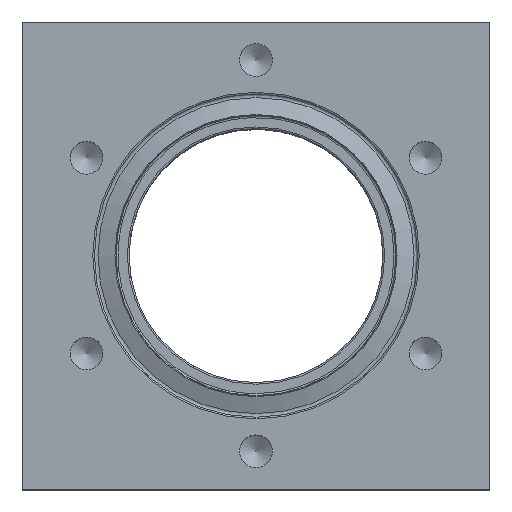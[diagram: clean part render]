
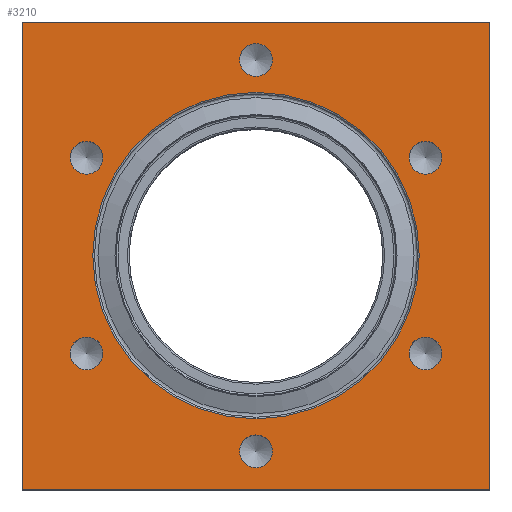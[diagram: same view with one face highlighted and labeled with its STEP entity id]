
A CAD part, top view. The second image highlights one B-rep face of the part: STEP entity #3210.
In plain terms, the highlighted planar face has unit normal (0, 0, 1).
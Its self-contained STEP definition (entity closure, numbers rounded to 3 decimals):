
#11 = CARTESIAN_POINT ( 'NONE',  ( -10.555, 35.05, 70.1 ) ) ;
#37 = EDGE_LOOP ( 'NONE', ( #830 ) ) ;
#77 = PLANE ( 'NONE',  #471 ) ;
#83 = AXIS2_PLACEMENT_3D ( 'NONE', #2868, #3234, #868 ) ;
#173 = FACE_BOUND ( 'NONE', #4088, .T. ) ;
#221 = DIRECTION ( 'NONE',  ( 0., 0., 1. ) ) ;
#243 = VERTEX_POINT ( 'NONE', #2095 ) ;
#270 = AXIS2_PLACEMENT_3D ( 'NONE', #2882, #1218, #2461 ) ;
#356 = DIRECTION ( 'NONE',  ( -1., 0., 0. ) ) ;
#366 = CARTESIAN_POINT ( 'NONE',  ( 0., 0., 70.1 ) ) ;
#369 = VERTEX_POINT ( 'NONE', #11 ) ;
#454 = LINE ( 'NONE', #2358, #1619 ) ;
#471 = AXIS2_PLACEMENT_3D ( 'NONE', #2893, #2474, #4064 ) ;
#490 = CARTESIAN_POINT ( 'NONE',  ( -58.018, 49.73, 70.1 ) ) ;
#566 = AXIS2_PLACEMENT_3D ( 'NONE', #5162, #2385, #1144 ) ;
#587 = EDGE_LOOP ( 'NONE', ( #3208 ) ) ;
#609 = FACE_BOUND ( 'NONE', #4602, .T. ) ;
#804 = CARTESIAN_POINT ( 'NONE',  ( -58.018, 20.37, 70.1 ) ) ;
#815 = CARTESIAN_POINT ( 'NONE',  ( -35.05, 35.05, 70.1 ) ) ;
#830 = ORIENTED_EDGE ( 'NONE', *, *, #3159, .F. ) ;
#868 = DIRECTION ( 'NONE',  ( 1., 0., 0. ) ) ;
#914 = VERTEX_POINT ( 'NONE', #3215 ) ;
#969 = CIRCLE ( 'NONE', #3875, 24.495 ) ;
#1124 = DIRECTION ( 'NONE',  ( 0., 1., 0. ) ) ;
#1144 = DIRECTION ( 'NONE',  ( 1., 0., 0. ) ) ;
#1218 = DIRECTION ( 'NONE',  ( 0., 0., 1. ) ) ;
#1237 = LINE ( 'NONE', #2738, #3136 ) ;
#1283 = VERTEX_POINT ( 'NONE', #490 ) ;
#1464 = FACE_BOUND ( 'NONE', #587, .T. ) ;
#1504 = ORIENTED_EDGE ( 'NONE', *, *, #3662, .F. ) ;
#1544 = DIRECTION ( 'NONE',  ( 0., 0., -1. ) ) ;
#1548 = DIRECTION ( 'NONE',  ( 1., 0., 0. ) ) ;
#1569 = DIRECTION ( 'NONE',  ( 0., 1., 0. ) ) ;
#1580 = ORIENTED_EDGE ( 'NONE', *, *, #4335, .T. ) ;
#1619 = VECTOR ( 'NONE', #356, 1000. ) ;
#1821 = CARTESIAN_POINT ( 'NONE',  ( -9.623, 20.37, 70.1 ) ) ;
#1904 = DIRECTION ( 'NONE',  ( -1., 0., 0. ) ) ;
#2068 = EDGE_CURVE ( 'NONE', #4453, #3094, #454, .T. ) ;
#2069 = CARTESIAN_POINT ( 'NONE',  ( -70.1, 70.1, 70.1 ) ) ;
#2095 = CARTESIAN_POINT ( 'NONE',  ( -32.591, 64.41, 70.1 ) ) ;
#2168 = EDGE_CURVE ( 'NONE', #4177, #4177, #3447, .T. ) ;
#2221 = AXIS2_PLACEMENT_3D ( 'NONE', #4329, #2335, #1548 ) ;
#2234 = DIRECTION ( 'NONE',  ( 1., 0., 0. ) ) ;
#2317 = VERTEX_POINT ( 'NONE', #2069 ) ;
#2335 = DIRECTION ( 'NONE',  ( 0., 0., 1. ) ) ;
#2355 = CIRCLE ( 'NONE', #2880, 2.459 ) ;
#2358 = CARTESIAN_POINT ( 'NONE',  ( -35.05, 0., 70.1 ) ) ;
#2385 = DIRECTION ( 'NONE',  ( 0., 0., 1. ) ) ;
#2441 = EDGE_CURVE ( 'NONE', #4453, #2972, #4494, .T. ) ;
#2458 = EDGE_LOOP ( 'NONE', ( #2497 ) ) ;
#2461 = DIRECTION ( 'NONE',  ( 1., 0., 0. ) ) ;
#2474 = DIRECTION ( 'NONE',  ( 0., 0., 1. ) ) ;
#2497 = ORIENTED_EDGE ( 'NONE', *, *, #4808, .F. ) ;
#2550 = ORIENTED_EDGE ( 'NONE', *, *, #2068, .F. ) ;
#2551 = LINE ( 'NONE', #2704, #4729 ) ;
#2662 = FACE_OUTER_BOUND ( 'NONE', #2705, .T. ) ;
#2704 = CARTESIAN_POINT ( 'NONE',  ( -70.1, 70.1, 70.1 ) ) ;
#2705 = EDGE_LOOP ( 'NONE', ( #1580, #3333, #2550, #4624 ) ) ;
#2738 = CARTESIAN_POINT ( 'NONE',  ( -70.1, 0., 70.1 ) ) ;
#2802 = DIRECTION ( 'NONE',  ( 1., 0., 0. ) ) ;
#2862 = FACE_BOUND ( 'NONE', #2458, .T. ) ;
#2868 = CARTESIAN_POINT ( 'NONE',  ( -35.05, 5.69, 70.1 ) ) ;
#2880 = AXIS2_PLACEMENT_3D ( 'NONE', #4282, #3892, #2234 ) ;
#2882 = CARTESIAN_POINT ( 'NONE',  ( -35.05, 64.41, 70.1 ) ) ;
#2893 = CARTESIAN_POINT ( 'NONE',  ( -70.1, 0., 70.1 ) ) ;
#2911 = AXIS2_PLACEMENT_3D ( 'NONE', #1821, #221, #4238 ) ;
#2972 = VERTEX_POINT ( 'NONE', #3604 ) ;
#2991 = CIRCLE ( 'NONE', #566, 2.459 ) ;
#3022 = EDGE_CURVE ( 'NONE', #369, #369, #969, .T. ) ;
#3094 = VERTEX_POINT ( 'NONE', #3953 ) ;
#3106 = EDGE_LOOP ( 'NONE', ( #1504 ) ) ;
#3136 = VECTOR ( 'NONE', #1569, 1000. ) ;
#3159 = EDGE_CURVE ( 'NONE', #3682, #3682, #2991, .T. ) ;
#3202 = VECTOR ( 'NONE', #1124, 1000. ) ;
#3208 = ORIENTED_EDGE ( 'NONE', *, *, #2168, .F. ) ;
#3210 = ADVANCED_FACE ( 'NONE', ( #609, #3360, #5089, #1464, #4775, #173, #2862, #2662 ), #77, .T. ) ;
#3215 = CARTESIAN_POINT ( 'NONE',  ( -7.165, 20.37, 70.1 ) ) ;
#3234 = DIRECTION ( 'NONE',  ( 0., 0., 1. ) ) ;
#3333 = ORIENTED_EDGE ( 'NONE', *, *, #4468, .F. ) ;
#3360 = FACE_BOUND ( 'NONE', #3897, .T. ) ;
#3447 = CIRCLE ( 'NONE', #83, 2.459 ) ;
#3535 = CARTESIAN_POINT ( 'NONE',  ( 0., 0., 70.1 ) ) ;
#3604 = CARTESIAN_POINT ( 'NONE',  ( 0., 70.1, 70.1 ) ) ;
#3662 = EDGE_CURVE ( 'NONE', #914, #914, #3977, .T. ) ;
#3682 = VERTEX_POINT ( 'NONE', #804 ) ;
#3719 = CARTESIAN_POINT ( 'NONE',  ( -7.165, 49.73, 70.1 ) ) ;
#3809 = CIRCLE ( 'NONE', #2221, 2.459 ) ;
#3845 = ORIENTED_EDGE ( 'NONE', *, *, #3022, .T. ) ;
#3875 = AXIS2_PLACEMENT_3D ( 'NONE', #815, #1544, #2802 ) ;
#3892 = DIRECTION ( 'NONE',  ( 0., 0., 1. ) ) ;
#3897 = EDGE_LOOP ( 'NONE', ( #4568 ) ) ;
#3908 = ORIENTED_EDGE ( 'NONE', *, *, #4406, .F. ) ;
#3953 = CARTESIAN_POINT ( 'NONE',  ( -70.1, 0., 70.1 ) ) ;
#3977 = CIRCLE ( 'NONE', #2911, 2.459 ) ;
#4053 = CARTESIAN_POINT ( 'NONE',  ( -32.591, 5.69, 70.1 ) ) ;
#4064 = DIRECTION ( 'NONE',  ( 1., 0., 0. ) ) ;
#4088 = EDGE_LOOP ( 'NONE', ( #3908 ) ) ;
#4177 = VERTEX_POINT ( 'NONE', #4053 ) ;
#4228 = VERTEX_POINT ( 'NONE', #3719 ) ;
#4238 = DIRECTION ( 'NONE',  ( 1., 0., 0. ) ) ;
#4282 = CARTESIAN_POINT ( 'NONE',  ( -9.623, 49.73, 70.1 ) ) ;
#4329 = CARTESIAN_POINT ( 'NONE',  ( -60.477, 49.73, 70.1 ) ) ;
#4335 = EDGE_CURVE ( 'NONE', #2972, #2317, #2551, .T. ) ;
#4406 = EDGE_CURVE ( 'NONE', #4228, #4228, #2355, .T. ) ;
#4453 = VERTEX_POINT ( 'NONE', #366 ) ;
#4468 = EDGE_CURVE ( 'NONE', #3094, #2317, #1237, .T. ) ;
#4494 = LINE ( 'NONE', #3535, #3202 ) ;
#4568 = ORIENTED_EDGE ( 'NONE', *, *, #4676, .F. ) ;
#4602 = EDGE_LOOP ( 'NONE', ( #3845 ) ) ;
#4624 = ORIENTED_EDGE ( 'NONE', *, *, #2441, .T. ) ;
#4676 = EDGE_CURVE ( 'NONE', #1283, #1283, #3809, .T. ) ;
#4729 = VECTOR ( 'NONE', #1904, 1000. ) ;
#4775 = FACE_BOUND ( 'NONE', #3106, .T. ) ;
#4808 = EDGE_CURVE ( 'NONE', #243, #243, #4847, .T. ) ;
#4847 = CIRCLE ( 'NONE', #270, 2.459 ) ;
#5089 = FACE_BOUND ( 'NONE', #37, .T. ) ;
#5162 = CARTESIAN_POINT ( 'NONE',  ( -60.477, 20.37, 70.1 ) ) ;
